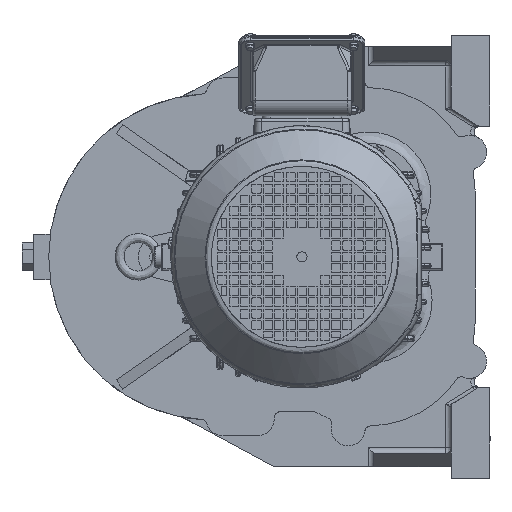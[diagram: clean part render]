
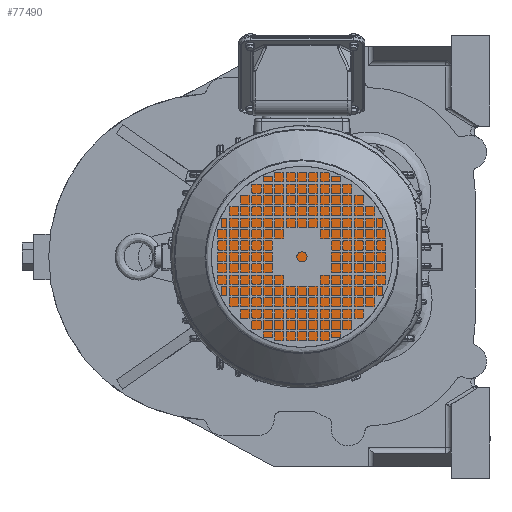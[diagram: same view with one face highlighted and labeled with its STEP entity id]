
A CAD part, left-side view. The second image highlights one B-rep face of the part: STEP entity #77490.
In plain terms, the highlighted planar face has unit normal (-1, 0, 0).
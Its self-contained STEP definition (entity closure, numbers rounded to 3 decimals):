
#1354 = FACE_OUTER_BOUND ( 'NONE', #77870, .T. ) ;
#8384 = ORIENTED_EDGE ( 'NONE', *, *, #158782, .T. ) ;
#41944 = CIRCLE ( 'NONE', #66195, 97.5 ) ;
#66195 = AXIS2_PLACEMENT_3D ( 'NONE', #145016, #84548, #100596 ) ;
#77490 = ADVANCED_FACE ( 'NONE', ( #1354 ), #133768, .T. ) ;
#77870 = EDGE_LOOP ( 'NONE', ( #8384 ) ) ;
#84548 = DIRECTION ( 'NONE',  ( -1., 0., 0. ) ) ;
#91342 = CARTESIAN_POINT ( 'NONE',  ( 27935.514, 4019.819, 3073.348 ) ) ;
#100596 = DIRECTION ( 'NONE',  ( 0., 1., 0. ) ) ;
#124983 = VERTEX_POINT ( 'NONE', #91342 ) ;
#133768 = PLANE ( 'NONE',  #162811 ) ;
#145016 = CARTESIAN_POINT ( 'NONE',  ( 27935.514, 3922.319, 3073.348 ) ) ;
#146987 = CARTESIAN_POINT ( 'NONE',  ( 27935.514, 4021.319, 3073.348 ) ) ;
#158408 = DIRECTION ( 'NONE',  ( 0., -1., 0. ) ) ;
#158782 = EDGE_CURVE ( 'NONE', #124983, #124983, #41944, .T. ) ;
#160269 = DIRECTION ( 'NONE',  ( -1., 0., 0. ) ) ;
#162811 = AXIS2_PLACEMENT_3D ( 'NONE', #146987, #160269, #158408 ) ;
